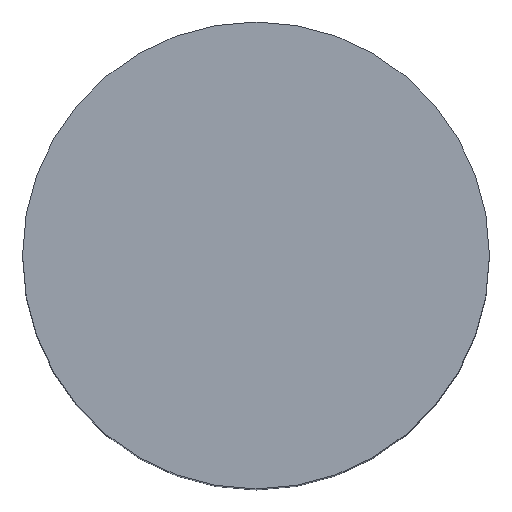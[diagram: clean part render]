
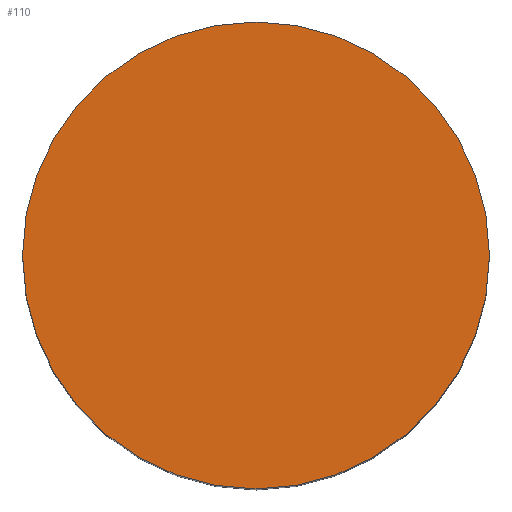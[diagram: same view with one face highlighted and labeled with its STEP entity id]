
A CAD part, top view. The second image highlights one B-rep face of the part: STEP entity #110.
In plain terms, the highlighted planar face has unit normal (0, 0, 1).
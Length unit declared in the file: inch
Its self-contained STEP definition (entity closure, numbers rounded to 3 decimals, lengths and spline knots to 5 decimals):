
#79=CARTESIAN_POINT('',(12.0,0.,32.0));
#80=VERTEX_POINT('',#79);
#81=CARTESIAN_POINT('',(0.0,0.0,32.0));
#82=DIRECTION('',(0.0,0.0,-1.0));
#83=DIRECTION('',(-1.0,0.0,0.0));
#84=AXIS2_PLACEMENT_3D('',#81,#82,#83);
#85=CIRCLE('',#84,12.0);
#86=EDGE_CURVE('',#80,#80,#85,.T.);
#102=CARTESIAN_POINT('',(0.0,0.0,32.0));
#103=DIRECTION('',(0.0,0.0,-1.0));
#104=DIRECTION('',(-1.0,0.0,0.0));
#105=AXIS2_PLACEMENT_3D('',#102,#103,#104);
#106=PLANE('',#105);
#107=ORIENTED_EDGE('',*,*,#86,.F.);
#108=EDGE_LOOP('',(#107));
#109=FACE_OUTER_BOUND('',#108,.T.);
#110=ADVANCED_FACE('',(#109),#106,.F.);
